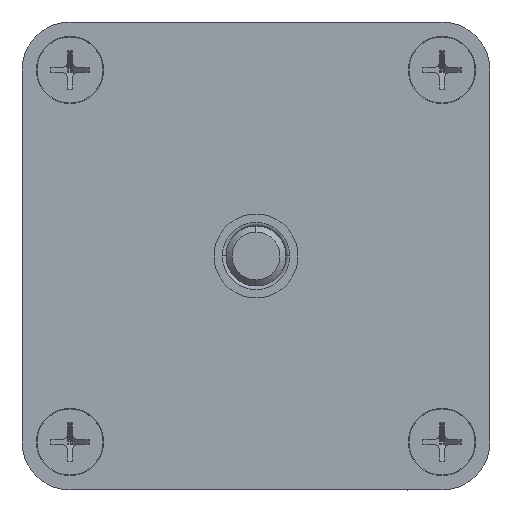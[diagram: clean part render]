
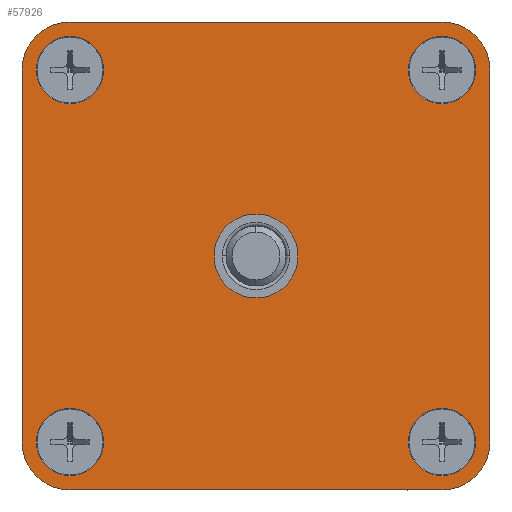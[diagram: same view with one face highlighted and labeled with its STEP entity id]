
A CAD part, front view. The second image highlights one B-rep face of the part: STEP entity #57926.
In plain terms, the highlighted planar face has unit normal (0, -1, 0).
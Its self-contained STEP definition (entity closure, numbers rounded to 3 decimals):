
#10421=CARTESIAN_POINT('',(-15.5,0.,15.5));
#10422=DIRECTION('',(0.,-1.,0.));
#10423=DIRECTION('',(0.,0.,1.));
#10424=AXIS2_PLACEMENT_3D('',#10421,#10422,#10423);
#10426=DIRECTION('',(1.,0.,0.));
#10427=VECTOR('',#10426,31.);
#10428=CARTESIAN_POINT('',(-15.5,0.,19.5));
#10429=LINE('',#10428,#10427);
#10430=CARTESIAN_POINT('',(15.5,0.,15.5));
#10431=DIRECTION('',(0.,-1.,0.));
#10432=DIRECTION('',(1.,0.,0.));
#10433=AXIS2_PLACEMENT_3D('',#10430,#10431,#10432);
#10435=DIRECTION('',(0.,0.,-1.));
#10436=VECTOR('',#10435,31.);
#10437=CARTESIAN_POINT('',(19.5,0.,15.5));
#10438=LINE('',#10437,#10436);
#10439=CARTESIAN_POINT('',(15.5,0.,-15.5));
#10440=DIRECTION('',(0.,-1.,0.));
#10441=DIRECTION('',(0.,0.,-1.));
#10442=AXIS2_PLACEMENT_3D('',#10439,#10440,#10441);
#10444=DIRECTION('',(-1.,0.,0.));
#10445=VECTOR('',#10444,31.);
#10446=CARTESIAN_POINT('',(15.5,0.,-19.5));
#10447=LINE('',#10446,#10445);
#10448=CARTESIAN_POINT('',(-15.5,0.,-15.5));
#10449=DIRECTION('',(0.,-1.,0.));
#10450=DIRECTION('',(-1.,0.,0.));
#10451=AXIS2_PLACEMENT_3D('',#10448,#10449,#10450);
#10453=DIRECTION('',(0.,0.,1.));
#10454=VECTOR('',#10453,31.);
#10455=CARTESIAN_POINT('',(-19.5,0.,-15.5));
#10456=LINE('',#10455,#10454);
#10457=CARTESIAN_POINT('',(-15.5,0.,-15.5));
#10458=DIRECTION('',(0.,-1.,0.));
#10459=DIRECTION('',(-1.,0.,0.));
#10460=AXIS2_PLACEMENT_3D('',#10457,#10458,#10459);
#10462=CARTESIAN_POINT('',(-15.5,0.,-15.5));
#10463=DIRECTION('',(0.,-1.,0.));
#10464=DIRECTION('',(1.,0.,0.));
#10465=AXIS2_PLACEMENT_3D('',#10462,#10463,#10464);
#10467=CARTESIAN_POINT('',(15.5,0.,-15.5));
#10468=DIRECTION('',(0.,-1.,0.));
#10469=DIRECTION('',(0.,0.,-1.));
#10470=AXIS2_PLACEMENT_3D('',#10467,#10468,#10469);
#10472=CARTESIAN_POINT('',(15.5,0.,-15.5));
#10473=DIRECTION('',(0.,-1.,0.));
#10474=DIRECTION('',(0.,0.,1.));
#10475=AXIS2_PLACEMENT_3D('',#10472,#10473,#10474);
#10477=CARTESIAN_POINT('',(15.5,0.,15.5));
#10478=DIRECTION('',(0.,-1.,0.));
#10479=DIRECTION('',(1.,0.,0.));
#10480=AXIS2_PLACEMENT_3D('',#10477,#10478,#10479);
#10482=CARTESIAN_POINT('',(15.5,0.,15.5));
#10483=DIRECTION('',(0.,-1.,0.));
#10484=DIRECTION('',(-1.,0.,0.));
#10485=AXIS2_PLACEMENT_3D('',#10482,#10483,#10484);
#10487=CARTESIAN_POINT('',(-15.5,0.,15.5));
#10488=DIRECTION('',(0.,-1.,0.));
#10489=DIRECTION('',(0.,0.,1.));
#10490=AXIS2_PLACEMENT_3D('',#10487,#10488,#10489);
#10492=CARTESIAN_POINT('',(-15.5,0.,15.5));
#10493=DIRECTION('',(0.,-1.,0.));
#10494=DIRECTION('',(0.,0.,-1.));
#10495=AXIS2_PLACEMENT_3D('',#10492,#10493,#10494);
#10497=CARTESIAN_POINT('',(0.,0.,0.));
#10498=DIRECTION('',(0.,-1.,0.));
#10499=DIRECTION('',(-1.,0.,0.));
#10500=AXIS2_PLACEMENT_3D('',#10497,#10498,#10499);
#10502=CARTESIAN_POINT('',(0.,0.,0.));
#10503=DIRECTION('',(0.,-1.,0.));
#10504=DIRECTION('',(1.,0.,0.));
#10505=AXIS2_PLACEMENT_3D('',#10502,#10503,#10504);
#34406=CARTESIAN_POINT('',(-3.5,0.,0.));
#34407=CARTESIAN_POINT('',(3.5,0.,0.));
#34408=VERTEX_POINT('',#34406);
#34409=VERTEX_POINT('',#34407);
#34542=CARTESIAN_POINT('',(-15.5,0.,19.5));
#34543=CARTESIAN_POINT('',(-19.5,0.,15.5));
#34544=VERTEX_POINT('',#34542);
#34545=VERTEX_POINT('',#34543);
#34550=CARTESIAN_POINT('',(-19.5,0.,-15.5));
#34551=CARTESIAN_POINT('',(-15.5,0.,-19.5));
#34552=VERTEX_POINT('',#34550);
#34553=VERTEX_POINT('',#34551);
#34558=CARTESIAN_POINT('',(15.5,0.,-19.5));
#34559=CARTESIAN_POINT('',(19.5,0.,-15.5));
#34560=VERTEX_POINT('',#34558);
#34561=VERTEX_POINT('',#34559);
#34566=CARTESIAN_POINT('',(19.5,0.,15.5));
#34567=CARTESIAN_POINT('',(15.5,0.,19.5));
#34568=VERTEX_POINT('',#34566);
#34569=VERTEX_POINT('',#34567);
#34614=CARTESIAN_POINT('',(-18.3,0.,-15.5));
#34615=CARTESIAN_POINT('',(-12.7,0.,-15.5));
#34616=VERTEX_POINT('',#34614);
#34617=VERTEX_POINT('',#34615);
#34626=CARTESIAN_POINT('',(15.5,0.,-18.3));
#34627=CARTESIAN_POINT('',(15.5,0.,-12.7));
#34628=VERTEX_POINT('',#34626);
#34629=VERTEX_POINT('',#34627);
#34638=CARTESIAN_POINT('',(18.3,0.,15.5));
#34639=CARTESIAN_POINT('',(12.7,0.,15.5));
#34640=VERTEX_POINT('',#34638);
#34641=VERTEX_POINT('',#34639);
#34650=CARTESIAN_POINT('',(-15.5,0.,18.3));
#34651=CARTESIAN_POINT('',(-15.5,0.,12.7));
#34652=VERTEX_POINT('',#34650);
#34653=VERTEX_POINT('',#34651);
#57878=CARTESIAN_POINT('',(0.,0.,0.));
#57879=DIRECTION('',(0.,1.,0.));
#57880=DIRECTION('',(1.,0.,0.));
#57881=AXIS2_PLACEMENT_3D('',#57878,#57879,#57880);
#57882=PLANE('',#57881);
#57883=ORIENTED_EDGE('',*,*,#57870,.F.);
#57884=ORIENTED_EDGE('',*,*,#57647,.T.);
#57886=ORIENTED_EDGE('',*,*,#57885,.F.);
#57887=ORIENTED_EDGE('',*,*,#57355,.T.);
#57889=ORIENTED_EDGE('',*,*,#57888,.F.);
#57890=ORIENTED_EDGE('',*,*,#56507,.T.);
#57892=ORIENTED_EDGE('',*,*,#57891,.F.);
#57893=ORIENTED_EDGE('',*,*,#55659,.T.);
#57894=EDGE_LOOP('',(#57883,#57884,#57886,#57887,#57889,#57890,#57892,#57893));
#57895=FACE_OUTER_BOUND('',#57894,.F.);
#57897=ORIENTED_EDGE('',*,*,#57896,.T.);
#57899=ORIENTED_EDGE('',*,*,#57898,.T.);
#57900=EDGE_LOOP('',(#57897,#57899));
#57901=FACE_BOUND('',#57900,.F.);
#57903=ORIENTED_EDGE('',*,*,#57902,.T.);
#57905=ORIENTED_EDGE('',*,*,#57904,.T.);
#57906=EDGE_LOOP('',(#57903,#57905));
#57907=FACE_BOUND('',#57906,.F.);
#57909=ORIENTED_EDGE('',*,*,#57908,.T.);
#57911=ORIENTED_EDGE('',*,*,#57910,.T.);
#57912=EDGE_LOOP('',(#57909,#57911));
#57913=FACE_BOUND('',#57912,.F.);
#57915=ORIENTED_EDGE('',*,*,#57914,.T.);
#57917=ORIENTED_EDGE('',*,*,#57916,.T.);
#57918=EDGE_LOOP('',(#57915,#57917));
#57919=FACE_BOUND('',#57918,.F.);
#57921=ORIENTED_EDGE('',*,*,#57920,.T.);
#57923=ORIENTED_EDGE('',*,*,#57922,.T.);
#57924=EDGE_LOOP('',(#57921,#57923));
#57925=FACE_BOUND('',#57924,.F.);
#57926=ADVANCED_FACE('',(#57895,#57901,#57907,#57913,#57919,#57925),#57882,.F.);
#10425=CIRCLE('',#10424,4.);
#10434=CIRCLE('',#10433,4.);
#10443=CIRCLE('',#10442,4.);
#10452=CIRCLE('',#10451,4.);
#10461=CIRCLE('',#10460,2.8);
#10466=CIRCLE('',#10465,2.8);
#10471=CIRCLE('',#10470,2.8);
#10476=CIRCLE('',#10475,2.8);
#10481=CIRCLE('',#10480,2.8);
#10486=CIRCLE('',#10485,2.8);
#10491=CIRCLE('',#10490,2.8);
#10496=CIRCLE('',#10495,2.8);
#10501=CIRCLE('',#10500,3.5);
#10506=CIRCLE('',#10505,3.5);
#55659=EDGE_CURVE('',#34552,#34545,#10456,.T.);
#56507=EDGE_CURVE('',#34560,#34553,#10447,.T.);
#57355=EDGE_CURVE('',#34568,#34561,#10438,.T.);
#57647=EDGE_CURVE('',#34544,#34569,#10429,.T.);
#57870=EDGE_CURVE('',#34544,#34545,#10425,.T.);
#57885=EDGE_CURVE('',#34568,#34569,#10434,.T.);
#57888=EDGE_CURVE('',#34560,#34561,#10443,.T.);
#57891=EDGE_CURVE('',#34552,#34553,#10452,.T.);
#57896=EDGE_CURVE('',#34616,#34617,#10461,.T.);
#57898=EDGE_CURVE('',#34617,#34616,#10466,.T.);
#57902=EDGE_CURVE('',#34628,#34629,#10471,.T.);
#57904=EDGE_CURVE('',#34629,#34628,#10476,.T.);
#57908=EDGE_CURVE('',#34640,#34641,#10481,.T.);
#57910=EDGE_CURVE('',#34641,#34640,#10486,.T.);
#57914=EDGE_CURVE('',#34652,#34653,#10491,.T.);
#57916=EDGE_CURVE('',#34653,#34652,#10496,.T.);
#57920=EDGE_CURVE('',#34408,#34409,#10501,.T.);
#57922=EDGE_CURVE('',#34409,#34408,#10506,.T.);
